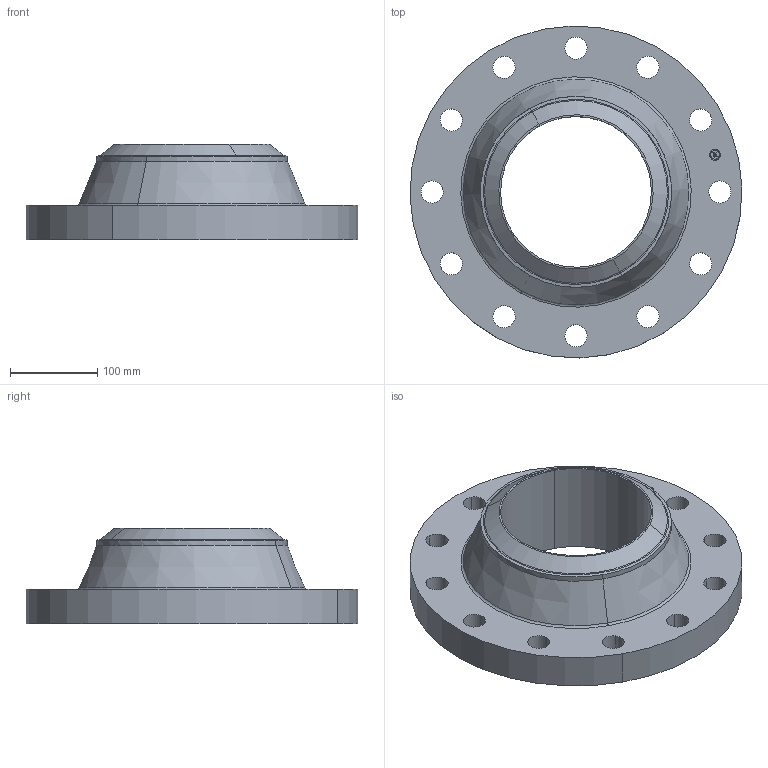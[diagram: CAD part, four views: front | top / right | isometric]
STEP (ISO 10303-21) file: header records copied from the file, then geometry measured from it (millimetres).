
FILE_DESCRIPTION(('3D STEP'),'2;1');
FILE_NAME('8-300-WELD-NECK-FF-160-FLANGE.stp','2013-01-27T04:54:05+00:00',('Texas Flange'),(''),'CATIA Version 5 Release 20 SP 6 (IN-10)','CATIA V5 STEP AP214','800-826-3801');
FILE_SCHEMA(('AUTOMOTIVE_DESIGN { 1 0 10303 214 1 1 1 1 }'));
Length unit declared in the file: inch
Products named in the file (1): 8-300-WELD-NECK-FF-160-FLANGE
Bounding box: 380.89 x 380.89 x 109.73 mm (x, y, z)
Volume: 4614421.6 mm3; surface area: 345826.6 mm2
Topology: 1 solids, 1 shells, 429 faces, 1218 edges, 810 vertices
Faces by surface type: plane 369, cylinder 50, cone 6, torus 4
Entity records: 16058 total; most frequent: ORIENTED_EDGE 2436, CARTESIAN_POINT 2403, DIRECTION 1966, EDGE_CURVE 1218, VECTOR 1100, LINE 1100, VERTEX_POINT 810, AXIS2_PLACEMENT_3D 493
